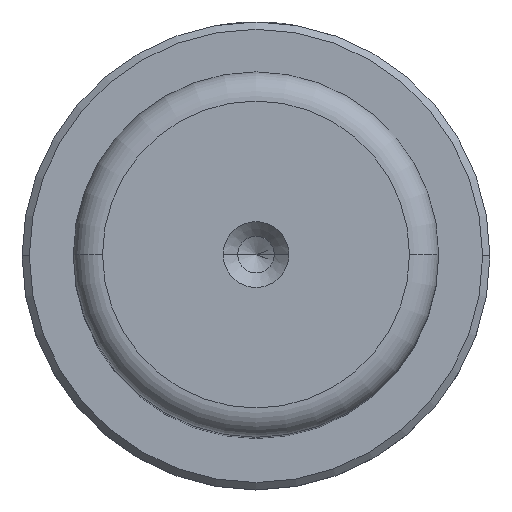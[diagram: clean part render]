
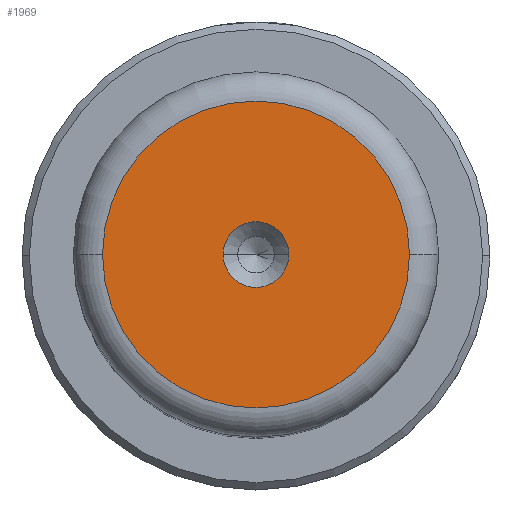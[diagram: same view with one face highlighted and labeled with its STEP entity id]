
A CAD part, top view. The second image highlights one B-rep face of the part: STEP entity #1969.
In plain terms, the highlighted planar face has unit normal (0, 0, 1).
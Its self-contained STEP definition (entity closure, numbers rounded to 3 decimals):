
#1 = DIRECTION ( 'NONE',  ( 0., 0., 1. ) ) ;
#24 = DIRECTION ( 'NONE',  ( 0., 0., 1. ) ) ;
#45 = CARTESIAN_POINT ( 'NONE',  ( 10.495, 0., 76. ) ) ;
#72 = AXIS2_PLACEMENT_3D ( 'NONE', #1648, #697, #1817 ) ;
#163 = VERTEX_POINT ( 'NONE', #1554 ) ;
#220 = DIRECTION ( 'NONE',  ( 0., 0., 1. ) ) ;
#289 = CIRCLE ( 'NONE', #72, 2.25 ) ;
#364 = AXIS2_PLACEMENT_3D ( 'NONE', #1545, #586, #1707 ) ;
#425 = VERTEX_POINT ( 'NONE', #772 ) ;
#548 = PLANE ( 'NONE',  #1049 ) ;
#568 = EDGE_LOOP ( 'NONE', ( #1065, #899 ) ) ;
#586 = DIRECTION ( 'NONE',  ( 0., 0., 1. ) ) ;
#592 = EDGE_CURVE ( 'NONE', #163, #1908, #1112, .T. ) ;
#626 = CIRCLE ( 'NONE', #1413, 2.25 ) ;
#697 = DIRECTION ( 'NONE',  ( 0., 0., 1. ) ) ;
#714 = DIRECTION ( 'NONE',  ( 1., 0., 0. ) ) ;
#728 = EDGE_CURVE ( 'NONE', #1908, #163, #1275, .T. ) ;
#772 = CARTESIAN_POINT ( 'NONE',  ( 2.25, 0., 76. ) ) ;
#899 = ORIENTED_EDGE ( 'NONE', *, *, #1031, .F. ) ;
#963 = CARTESIAN_POINT ( 'NONE',  ( 0., 0., 76. ) ) ;
#974 = EDGE_LOOP ( 'NONE', ( #1714, #1103 ) ) ;
#985 = CARTESIAN_POINT ( 'NONE',  ( 0., 0., 76. ) ) ;
#999 = FACE_OUTER_BOUND ( 'NONE', #974, .T. ) ;
#1031 = EDGE_CURVE ( 'NONE', #1885, #425, #626, .T. ) ;
#1049 = AXIS2_PLACEMENT_3D ( 'NONE', #1343, #220, #714 ) ;
#1065 = ORIENTED_EDGE ( 'NONE', *, *, #1914, .F. ) ;
#1103 = ORIENTED_EDGE ( 'NONE', *, *, #592, .T. ) ;
#1112 = CIRCLE ( 'NONE', #364, 10.495 ) ;
#1125 = DIRECTION ( 'NONE',  ( 1., 0., 0. ) ) ;
#1144 = DIRECTION ( 'NONE',  ( 1., 0., 0. ) ) ;
#1275 = CIRCLE ( 'NONE', #1444, 10.495 ) ;
#1343 = CARTESIAN_POINT ( 'NONE',  ( 0., 0., 76. ) ) ;
#1413 = AXIS2_PLACEMENT_3D ( 'NONE', #963, #1, #1125 ) ;
#1444 = AXIS2_PLACEMENT_3D ( 'NONE', #985, #24, #1144 ) ;
#1486 = CARTESIAN_POINT ( 'NONE',  ( -2.25, 0., 76. ) ) ;
#1545 = CARTESIAN_POINT ( 'NONE',  ( 0., 0., 76. ) ) ;
#1554 = CARTESIAN_POINT ( 'NONE',  ( -10.495, 0., 76. ) ) ;
#1648 = CARTESIAN_POINT ( 'NONE',  ( 0., 0., 76. ) ) ;
#1707 = DIRECTION ( 'NONE',  ( 1., 0., 0. ) ) ;
#1714 = ORIENTED_EDGE ( 'NONE', *, *, #728, .T. ) ;
#1817 = DIRECTION ( 'NONE',  ( 1., 0., 0. ) ) ;
#1867 = FACE_BOUND ( 'NONE', #568, .T. ) ;
#1885 = VERTEX_POINT ( 'NONE', #1486 ) ;
#1908 = VERTEX_POINT ( 'NONE', #45 ) ;
#1914 = EDGE_CURVE ( 'NONE', #425, #1885, #289, .T. ) ;
#1969 = ADVANCED_FACE ( 'NONE', ( #1867, #999 ), #548, .T. ) ;
